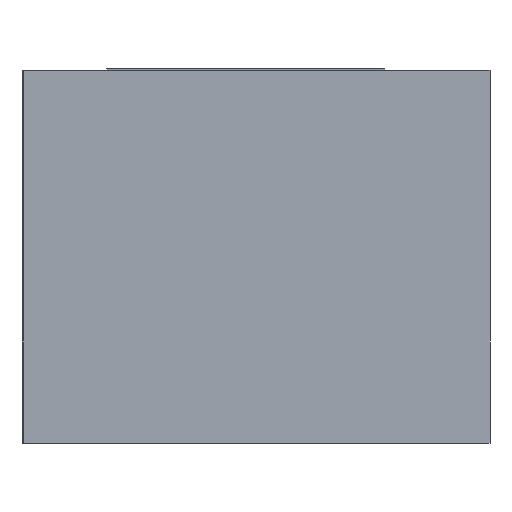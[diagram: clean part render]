
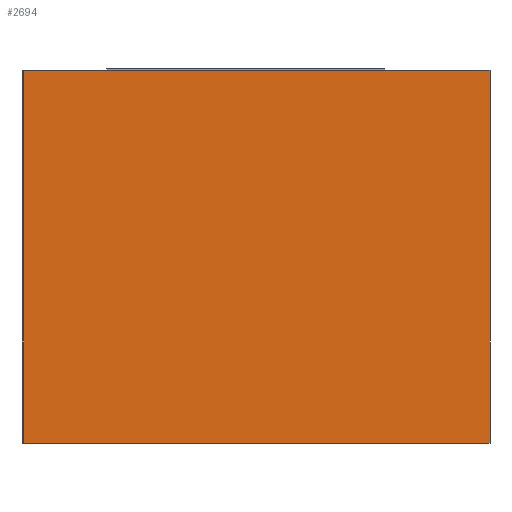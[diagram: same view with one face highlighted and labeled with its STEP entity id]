
A CAD part, left-side view. The second image highlights one B-rep face of the part: STEP entity #2694.
In plain terms, the highlighted planar face has unit normal (-1, 0, 0).
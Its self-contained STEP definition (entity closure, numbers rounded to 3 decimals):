
#172=LINE('',#3517,#466);
#173=LINE('',#3520,#467);
#174=LINE('',#3522,#468);
#175=LINE('',#3523,#469);
#466=VECTOR('',#2986,2.4);
#467=VECTOR('',#2989,3.);
#468=VECTOR('',#2990,3.);
#469=VECTOR('',#2991,2.4);
#756=PLANE('',#2853);
#884=FACE_OUTER_BOUND('',#1036,.T.);
#1036=EDGE_LOOP('',(#1898,#1899,#1900,#1901));
#1227=VERTEX_POINT('',#3513);
#1228=VERTEX_POINT('',#3515);
#1229=VERTEX_POINT('',#3519);
#1230=VERTEX_POINT('',#3521);
#1497=EDGE_CURVE('',#1227,#1228,#172,.T.);
#1498=EDGE_CURVE('',#1227,#1229,#173,.T.);
#1499=EDGE_CURVE('',#1230,#1228,#174,.T.);
#1500=EDGE_CURVE('',#1229,#1230,#175,.T.);
#1898=ORIENTED_EDGE('',*,*,#1498,.F.);
#1899=ORIENTED_EDGE('',*,*,#1497,.T.);
#1900=ORIENTED_EDGE('',*,*,#1499,.F.);
#1901=ORIENTED_EDGE('',*,*,#1500,.F.);
#2694=ADVANCED_FACE('',(#884),#756,.T.);
#2853=AXIS2_PLACEMENT_3D('',#3518,#2987,#2988);
#2986=DIRECTION('',(0.,0.,1.));
#2987=DIRECTION('center_axis',(-1.,0.,0.));
#2988=DIRECTION('ref_axis',(0.,-1.,0.));
#2989=DIRECTION('',(0.,1.,0.));
#2990=DIRECTION('',(0.,-1.,0.));
#2991=DIRECTION('',(0.,0.,1.));
#3513=CARTESIAN_POINT('',(-9.269,6.188,0.));
#3515=CARTESIAN_POINT('',(-9.269,6.188,2.4));
#3517=CARTESIAN_POINT('',(-9.269,6.188,0.));
#3518=CARTESIAN_POINT('Origin',(-9.269,9.188,0.));
#3519=CARTESIAN_POINT('',(-9.269,9.188,0.));
#3520=CARTESIAN_POINT('',(-9.269,6.188,0.));
#3521=CARTESIAN_POINT('',(-9.269,9.188,2.4));
#3522=CARTESIAN_POINT('',(-9.269,6.188,2.4));
#3523=CARTESIAN_POINT('',(-9.269,9.188,0.));
